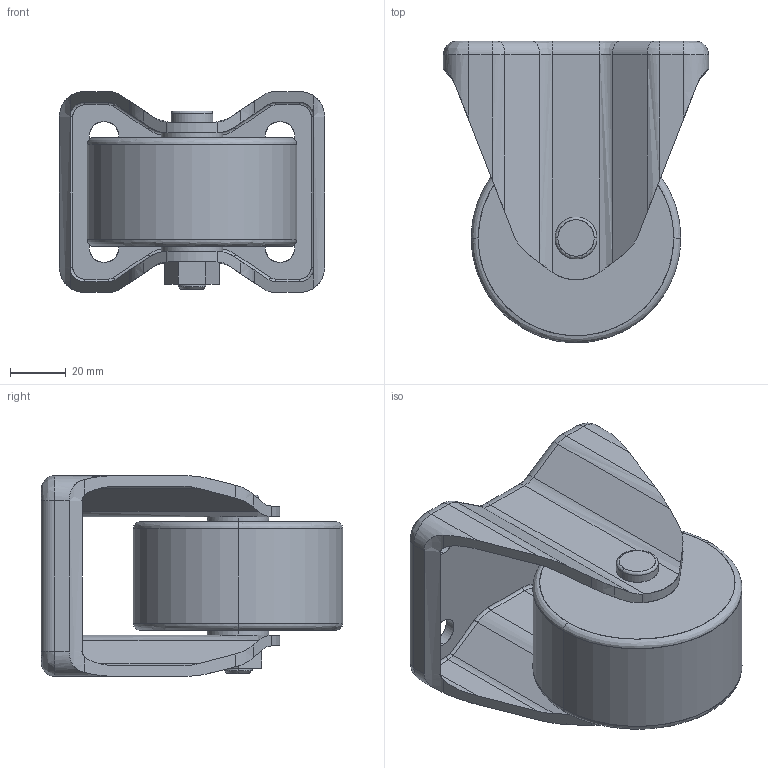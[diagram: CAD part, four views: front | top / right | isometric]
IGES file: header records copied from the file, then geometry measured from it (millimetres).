
Start section: SolidWorks IGES file using analytic representation for surfaces
Global section: file name: K-558-75.IGS,15; native system: HSolidWorks 2014; preprocessor: SolidWorks 2014; author: 1337yo; date: 190328.110639; units: millimetre
Bounding box: 95 x 108 x 72 mm (x, y, z)
Surface area: 54275.7 mm2 (no closed solid volume)
Topology: 0 solids, 0 shells, 158 faces, 1864 edges, 1864 vertices
Faces by surface type: bspline 82, revolution 76
